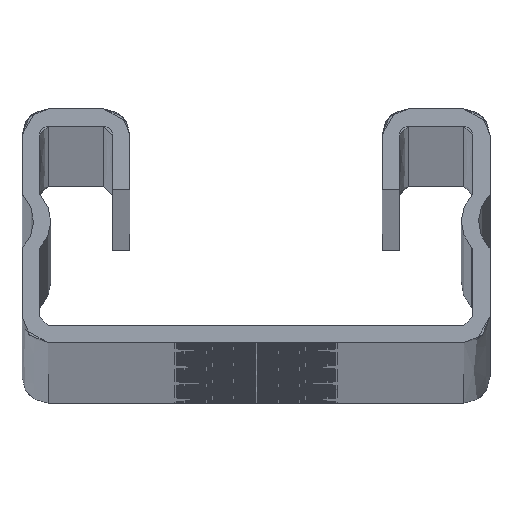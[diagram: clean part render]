
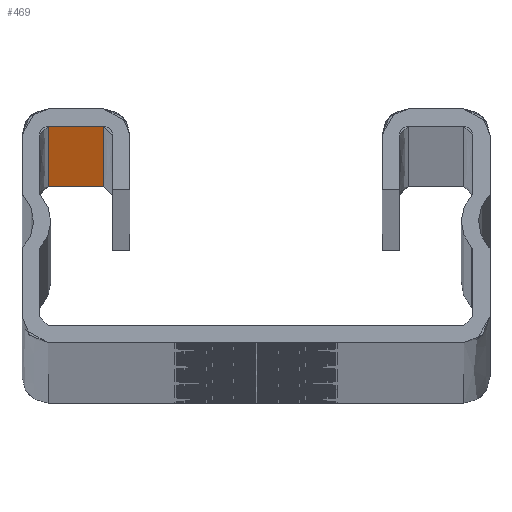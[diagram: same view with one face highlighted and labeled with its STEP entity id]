
A CAD part, top view. The second image highlights one B-rep face of the part: STEP entity #469.
In plain terms, the highlighted planar face has unit normal (0, -1, 0).
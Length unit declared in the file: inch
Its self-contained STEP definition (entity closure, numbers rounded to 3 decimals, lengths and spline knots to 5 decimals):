
#469=ADVANCED_FACE('',(#1156),#1157,.T.);
#1156=FACE_OUTER_BOUND('',#2655,.T.);
#1157=PLANE('',#2656);
#2655=EDGE_LOOP('',(#5292,#5293,#5294,#5295));
#2656=AXIS2_PLACEMENT_3D('',#5296,#5297,#5298);
#5292=ORIENTED_EDGE('',*,*,#7404,.T.);
#5293=ORIENTED_EDGE('',*,*,#7405,.F.);
#5294=ORIENTED_EDGE('',*,*,#7406,.F.);
#5295=ORIENTED_EDGE('',*,*,#7407,.T.);
#5296=CARTESIAN_POINT('',(0.09625,0.7525,0.0));
#5297=DIRECTION('',(0.0,-1.0,0.0));
#5298=DIRECTION('',(1.0,0.0,-0.0));
#7404=EDGE_CURVE('',#8849,#8850,#8851,.T.);
#7405=EDGE_CURVE('',#8852,#8850,#8853,.T.);
#7406=EDGE_CURVE('',#8854,#8852,#8855,.T.);
#7407=EDGE_CURVE('',#8854,#8849,#8856,.T.);
#8849=VERTEX_POINT('',#11171);
#8850=VERTEX_POINT('',#11172);
#8851=LINE('',#11173,#11174);
#8852=VERTEX_POINT('',#11175);
#8853=LINE('',#11176,#11177);
#8854=VERTEX_POINT('',#11178);
#8855=LINE('',#11179,#11180);
#8856=LINE('',#11181,#11182);
#11171=CARTESIAN_POINT('',(0.19251,0.7525,120.0));
#11172=CARTESIAN_POINT('',(0.,0.7525,120.0));
#11173=CARTESIAN_POINT('',(0.19251,0.7525,120.0));
#11174=VECTOR('',#13918,1.0);
#11175=CARTESIAN_POINT('',(0.,0.7525,0.0));
#11176=CARTESIAN_POINT('',(0.,0.7525,0.0));
#11177=VECTOR('',#13919,1.0);
#11178=CARTESIAN_POINT('',(0.19251,0.7525,0.0));
#11179=CARTESIAN_POINT('',(0.19251,0.7525,0.0));
#11180=VECTOR('',#13920,1.0);
#11181=CARTESIAN_POINT('',(0.19251,0.7525,0.0));
#11182=VECTOR('',#13921,1.0);
#13918=DIRECTION('',(-1.0,0.0,0.0));
#13919=DIRECTION('',(0.0,0.0,1.0));
#13920=DIRECTION('',(-1.0,0.0,0.0));
#13921=DIRECTION('',(0.0,0.0,1.0));
